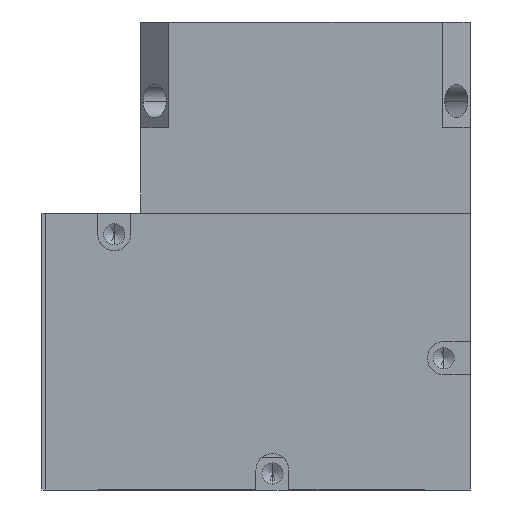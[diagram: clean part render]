
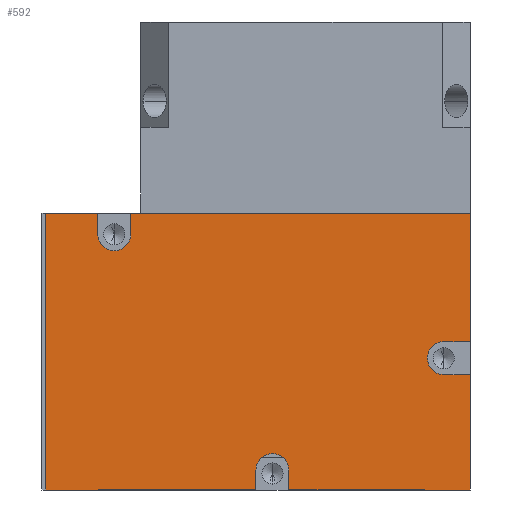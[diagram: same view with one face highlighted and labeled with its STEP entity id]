
A CAD part, front view. The second image highlights one B-rep face of the part: STEP entity #592.
In plain terms, the highlighted face is planar.
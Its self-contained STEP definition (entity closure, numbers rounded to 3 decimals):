
#21 = ORIENTED_EDGE ( 'NONE', *, *, #1742, .T. ) ;
#24 = ORIENTED_EDGE ( 'NONE', *, *, #1624, .F. ) ;
#28 = EDGE_LOOP ( 'NONE', ( #1859, #1166, #3241, #2082, #24, #1448, #722, #21, #2475, #1744, #517, #446, #2876, #1286, #2793, #323 ) ) ;
#36 = EDGE_CURVE ( 'NONE', #1939, #192, #1379, .T. ) ;
#72 = VECTOR ( 'NONE', #249, 1000. ) ;
#79 = DIRECTION ( 'NONE',  ( 0., -1., 0. ) ) ;
#115 = CARTESIAN_POINT ( 'NONE',  ( 14.1, 0.75, 2. ) ) ;
#173 = LINE ( 'NONE', #2571, #72 ) ;
#192 = VERTEX_POINT ( 'NONE', #281 ) ;
#208 = EDGE_CURVE ( 'NONE', #1555, #876, #2294, .T. ) ;
#221 = CARTESIAN_POINT ( 'NONE',  ( 2.35, -9., 2. ) ) ;
#243 = VERTEX_POINT ( 'NONE', #389 ) ;
#249 = DIRECTION ( 'NONE',  ( 0., -1., 0. ) ) ;
#281 = CARTESIAN_POINT ( 'NONE',  ( -9.65, 8.9, 2. ) ) ;
#323 = ORIENTED_EDGE ( 'NONE', *, *, #849, .F. ) ;
#389 = CARTESIAN_POINT ( 'NONE',  ( 16.1, -1.75, 2. ) ) ;
#446 = ORIENTED_EDGE ( 'NONE', *, *, #2121, .F. ) ;
#456 = CARTESIAN_POINT ( 'NONE',  ( 14.1, 0.75, 2. ) ) ;
#464 = CARTESIAN_POINT ( 'NONE',  ( -16.1, -10.5, 2. ) ) ;
#468 = DIRECTION ( 'NONE',  ( -1., 0., 0. ) ) ;
#494 = DIRECTION ( 'NONE',  ( 0., 1., 0. ) ) ;
#500 = VECTOR ( 'NONE', #1754, 1000. ) ;
#517 = ORIENTED_EDGE ( 'NONE', *, *, #36, .F. ) ;
#520 = VERTEX_POINT ( 'NONE', #1502 ) ;
#590 = EDGE_CURVE ( 'NONE', #804, #1973, #1916, .T. ) ;
#592 = ADVANCED_FACE ( 'NONE', ( #2612 ), #2753, .F. ) ;
#606 = DIRECTION ( 'NONE',  ( 0., 0., 1. ) ) ;
#640 = DIRECTION ( 'NONE',  ( 0., 0., 1. ) ) ;
#672 = VECTOR ( 'NONE', #468, 1000. ) ;
#693 = CARTESIAN_POINT ( 'NONE',  ( 16.1, -10.5, 2. ) ) ;
#708 = EDGE_CURVE ( 'NONE', #1124, #975, #3223, .T. ) ;
#714 = CARTESIAN_POINT ( 'NONE',  ( -16.1, 10.5, 2. ) ) ;
#722 = ORIENTED_EDGE ( 'NONE', *, *, #2798, .F. ) ;
#724 = DIRECTION ( 'NONE',  ( 0., -1., 0. ) ) ;
#749 = VECTOR ( 'NONE', #724, 1000. ) ;
#769 = CARTESIAN_POINT ( 'NONE',  ( -16.1, 10.5, 2. ) ) ;
#791 = EDGE_CURVE ( 'NONE', #885, #2136, #2902, .T. ) ;
#804 = VERTEX_POINT ( 'NONE', #1728 ) ;
#828 = CARTESIAN_POINT ( 'NONE',  ( 2.35, -10.5, 2. ) ) ;
#849 = EDGE_CURVE ( 'NONE', #1451, #3003, #2041, .T. ) ;
#876 = VERTEX_POINT ( 'NONE', #221 ) ;
#884 = DIRECTION ( 'NONE',  ( 0., 0., -1. ) ) ;
#885 = VERTEX_POINT ( 'NONE', #2310 ) ;
#905 = VECTOR ( 'NONE', #2970, 1000. ) ;
#960 = AXIS2_PLACEMENT_3D ( 'NONE', #2421, #884, #2699 ) ;
#975 = VERTEX_POINT ( 'NONE', #3259 ) ;
#984 = CARTESIAN_POINT ( 'NONE',  ( -12.15, 8.9, 2. ) ) ;
#1020 = CARTESIAN_POINT ( 'NONE',  ( -9.65, 12.32, 2. ) ) ;
#1052 = CARTESIAN_POINT ( 'NONE',  ( -0.15, -10.5, 2. ) ) ;
#1124 = VERTEX_POINT ( 'NONE', #115 ) ;
#1166 = ORIENTED_EDGE ( 'NONE', *, *, #208, .F. ) ;
#1195 = DIRECTION ( 'NONE',  ( -1., 0., 0. ) ) ;
#1202 = CARTESIAN_POINT ( 'NONE',  ( -10.9, 8.9, 2. ) ) ;
#1237 = VECTOR ( 'NONE', #1195, 1000. ) ;
#1260 = EDGE_CURVE ( 'NONE', #2136, #520, #2112, .T. ) ;
#1286 = ORIENTED_EDGE ( 'NONE', *, *, #1260, .T. ) ;
#1298 = LINE ( 'NONE', #1854, #1552 ) ;
#1312 = EDGE_CURVE ( 'NONE', #192, #1973, #1955, .T. ) ;
#1339 = LINE ( 'NONE', #456, #672 ) ;
#1379 = CIRCLE ( 'NONE', #2292, 1.25 ) ;
#1448 = ORIENTED_EDGE ( 'NONE', *, *, #708, .F. ) ;
#1451 = VERTEX_POINT ( 'NONE', #2353 ) ;
#1460 = DIRECTION ( 'NONE',  ( -1., 0., 0. ) ) ;
#1502 = CARTESIAN_POINT ( 'NONE',  ( -16.1, -10.5, 2. ) ) ;
#1552 = VECTOR ( 'NONE', #2910, 1000. ) ;
#1555 = VERTEX_POINT ( 'NONE', #828 ) ;
#1622 = CARTESIAN_POINT ( 'NONE',  ( 14.1, -1.75, 2. ) ) ;
#1624 = EDGE_CURVE ( 'NONE', #975, #243, #1829, .T. ) ;
#1648 = EDGE_CURVE ( 'NONE', #876, #1451, #2439, .T. ) ;
#1728 = CARTESIAN_POINT ( 'NONE',  ( 16.1, 10.5, 2. ) ) ;
#1741 = CARTESIAN_POINT ( 'NONE',  ( 16.1, 0.75, 2. ) ) ;
#1742 = EDGE_CURVE ( 'NONE', #1969, #804, #2973, .T. ) ;
#1744 = ORIENTED_EDGE ( 'NONE', *, *, #1312, .F. ) ;
#1754 = DIRECTION ( 'NONE',  ( 1., 0., 0. ) ) ;
#1811 = AXIS2_PLACEMENT_3D ( 'NONE', #2978, #640, #2450 ) ;
#1829 = LINE ( 'NONE', #1622, #3219 ) ;
#1854 = CARTESIAN_POINT ( 'NONE',  ( -16.1, -10.5, 2. ) ) ;
#1859 = ORIENTED_EDGE ( 'NONE', *, *, #1648, .F. ) ;
#1887 = EDGE_CURVE ( 'NONE', #2635, #243, #2642, .T. ) ;
#1896 = CARTESIAN_POINT ( 'NONE',  ( -0.15, -9., 2. ) ) ;
#1916 = LINE ( 'NONE', #714, #1237 ) ;
#1939 = VERTEX_POINT ( 'NONE', #984 ) ;
#1945 = CARTESIAN_POINT ( 'NONE',  ( 2.35, -9., 2. ) ) ;
#1955 = LINE ( 'NONE', #1020, #3350 ) ;
#1959 = EDGE_CURVE ( 'NONE', #1555, #2635, #3103, .T. ) ;
#1969 = VERTEX_POINT ( 'NONE', #1741 ) ;
#1973 = VERTEX_POINT ( 'NONE', #2016 ) ;
#2016 = CARTESIAN_POINT ( 'NONE',  ( -9.65, 10.5, 2. ) ) ;
#2041 = LINE ( 'NONE', #1896, #2648 ) ;
#2082 = ORIENTED_EDGE ( 'NONE', *, *, #1887, .T. ) ;
#2112 = LINE ( 'NONE', #464, #749 ) ;
#2114 = VECTOR ( 'NONE', #1460, 1000. ) ;
#2121 = EDGE_CURVE ( 'NONE', #885, #1939, #173, .T. ) ;
#2128 = AXIS2_PLACEMENT_3D ( 'NONE', #2147, #606, #2417 ) ;
#2136 = VERTEX_POINT ( 'NONE', #769 ) ;
#2147 = CARTESIAN_POINT ( 'NONE',  ( 1.1, -9., 2. ) ) ;
#2238 = DIRECTION ( 'NONE',  ( 0., 1., 0. ) ) ;
#2266 = DIRECTION ( 'NONE',  ( 0., 0., 1. ) ) ;
#2292 = AXIS2_PLACEMENT_3D ( 'NONE', #1202, #2266, #2429 ) ;
#2294 = LINE ( 'NONE', #1945, #2905 ) ;
#2310 = CARTESIAN_POINT ( 'NONE',  ( -12.15, 10.5, 2. ) ) ;
#2353 = CARTESIAN_POINT ( 'NONE',  ( -0.15, -9., 2. ) ) ;
#2417 = DIRECTION ( 'NONE',  ( 1., 0., 0. ) ) ;
#2421 = CARTESIAN_POINT ( 'NONE',  ( 16.1, 10.5, 2. ) ) ;
#2429 = DIRECTION ( 'NONE',  ( 1., 0., 0. ) ) ;
#2439 = CIRCLE ( 'NONE', #2128, 1.25 ) ;
#2450 = DIRECTION ( 'NONE',  ( 1., 0., 0. ) ) ;
#2475 = ORIENTED_EDGE ( 'NONE', *, *, #590, .T. ) ;
#2571 = CARTESIAN_POINT ( 'NONE',  ( -12.15, 12.32, 2. ) ) ;
#2612 = FACE_OUTER_BOUND ( 'NONE', #28, .T. ) ;
#2635 = VERTEX_POINT ( 'NONE', #3269 ) ;
#2642 = LINE ( 'NONE', #693, #3346 ) ;
#2648 = VECTOR ( 'NONE', #79, 1000. ) ;
#2660 = DIRECTION ( 'NONE',  ( 1., 0., 0. ) ) ;
#2699 = DIRECTION ( 'NONE',  ( -1., 0., 0. ) ) ;
#2707 = CARTESIAN_POINT ( 'NONE',  ( 16.1, -10.5, 2. ) ) ;
#2753 = PLANE ( 'NONE',  #960 ) ;
#2793 = ORIENTED_EDGE ( 'NONE', *, *, #3127, .T. ) ;
#2798 = EDGE_CURVE ( 'NONE', #1969, #1124, #1339, .T. ) ;
#2876 = ORIENTED_EDGE ( 'NONE', *, *, #791, .T. ) ;
#2902 = LINE ( 'NONE', #3034, #2114 ) ;
#2905 = VECTOR ( 'NONE', #2989, 1000. ) ;
#2910 = DIRECTION ( 'NONE',  ( 1., 0., 0. ) ) ;
#2970 = DIRECTION ( 'NONE',  ( 0., 1., 0. ) ) ;
#2973 = LINE ( 'NONE', #2707, #905 ) ;
#2978 = CARTESIAN_POINT ( 'NONE',  ( 14.1, -0.5, 2. ) ) ;
#2989 = DIRECTION ( 'NONE',  ( 0., 1., 0. ) ) ;
#3003 = VERTEX_POINT ( 'NONE', #1052 ) ;
#3034 = CARTESIAN_POINT ( 'NONE',  ( -16.1, 10.5, 2. ) ) ;
#3059 = CARTESIAN_POINT ( 'NONE',  ( -16.1, -10.5, 2. ) ) ;
#3103 = LINE ( 'NONE', #3059, #500 ) ;
#3127 = EDGE_CURVE ( 'NONE', #520, #3003, #1298, .T. ) ;
#3219 = VECTOR ( 'NONE', #2660, 1000. ) ;
#3223 = CIRCLE ( 'NONE', #1811, 1.25 ) ;
#3241 = ORIENTED_EDGE ( 'NONE', *, *, #1959, .T. ) ;
#3259 = CARTESIAN_POINT ( 'NONE',  ( 14.1, -1.75, 2. ) ) ;
#3269 = CARTESIAN_POINT ( 'NONE',  ( 16.1, -10.5, 2. ) ) ;
#3346 = VECTOR ( 'NONE', #2238, 1000. ) ;
#3350 = VECTOR ( 'NONE', #494, 1000. ) ;
